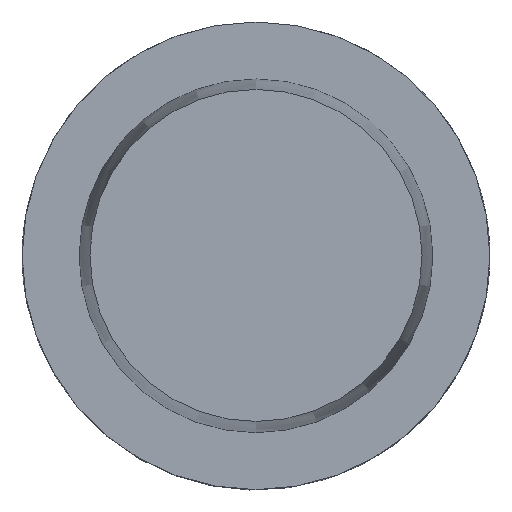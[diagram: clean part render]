
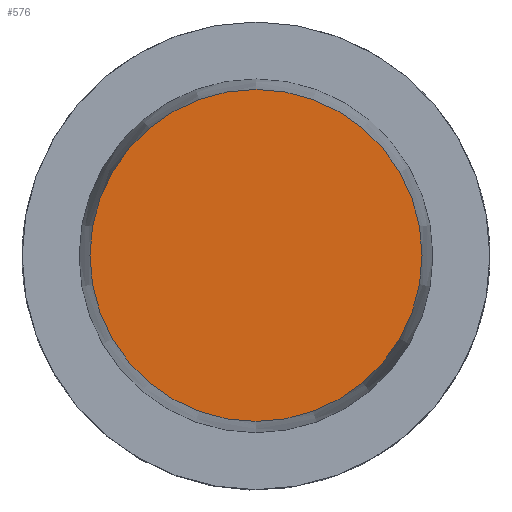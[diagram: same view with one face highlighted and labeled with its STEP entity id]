
A CAD part, top view. The second image highlights one B-rep face of the part: STEP entity #576.
In plain terms, the highlighted planar face has unit normal (0, 0, 1).
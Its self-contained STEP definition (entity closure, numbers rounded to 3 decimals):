
#196=EDGE_CURVE('240[2]',#602,#602,#603,.T.);
#576=ADVANCED_FACE('240[2]',(#1121),#1122,.T.);
#602=VERTEX_POINT('',#1158);
#603=CIRCLE('',#1159,14.2);
#1121=FACE_OUTER_BOUND('',#2148,.T.);
#1122=PLANE('',#2149);
#1158=CARTESIAN_POINT('',(0.,14.2,20.0));
#1159=AXIS2_PLACEMENT_3D('',#2154,#2155,#2156);
#2148=EDGE_LOOP('',(#2754));
#2149=AXIS2_PLACEMENT_3D('',#2755,#2756,#2757);
#2154=CARTESIAN_POINT('',(0.,0.,20.0));
#2155=DIRECTION('',(0.,0.,-1.0));
#2156=DIRECTION('',(0.,1.0,0.));
#2754=ORIENTED_EDGE('',*,*,#196,.F.);
#2755=CARTESIAN_POINT('',(0.,7.1,20.0));
#2756=DIRECTION('',(0.,0.,1.0));
#2757=DIRECTION('',(1.0,0.,0.0));
